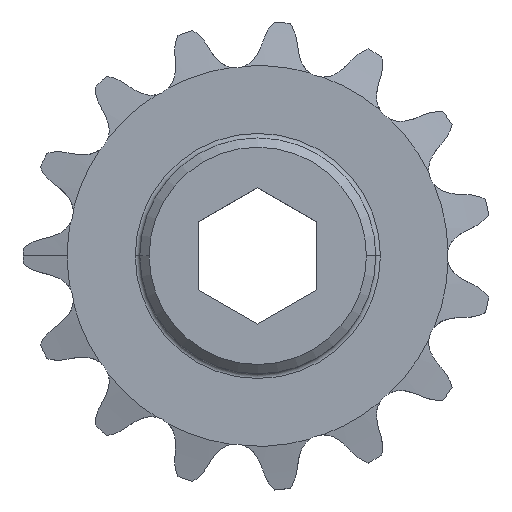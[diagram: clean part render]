
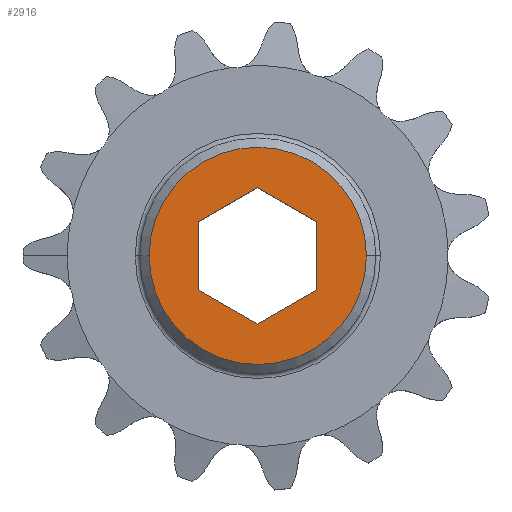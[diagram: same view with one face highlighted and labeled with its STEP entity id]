
A CAD part, top view. The second image highlights one B-rep face of the part: STEP entity #2916.
In plain terms, the highlighted planar face has unit normal (0, 0, 1).
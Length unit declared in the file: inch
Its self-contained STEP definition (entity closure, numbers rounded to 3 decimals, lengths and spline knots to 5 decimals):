
#179 = FACE_BOUND ( 'NONE', #3227, .T. ) ;
#250 = ORIENTED_EDGE ( 'NONE', *, *, #4734, .F. ) ;
#291 = DIRECTION ( 'NONE',  ( 0., -1., 0. ) ) ;
#320 = EDGE_LOOP ( 'NONE', ( #1675, #4643 ) ) ;
#540 = VERTEX_POINT ( 'NONE', #6345 ) ;
#1079 = DIRECTION ( 'NONE',  ( 1., 0., 0. ) ) ;
#1081 = DIRECTION ( 'NONE',  ( 0., 0., 1. ) ) ;
#1085 = CARTESIAN_POINT ( 'NONE',  ( 0., 0., 0.33575 ) ) ;
#1122 = LINE ( 'NONE', #6184, #5270 ) ;
#1345 = VERTEX_POINT ( 'NONE', #6228 ) ;
#1446 = VECTOR ( 'NONE', #1543, 39.37008 ) ;
#1468 = CARTESIAN_POINT ( 'NONE',  ( 0., 0.28925, 0.33575 ) ) ;
#1543 = DIRECTION ( 'NONE',  ( -0.866, 0.5, 0. ) ) ;
#1586 = EDGE_CURVE ( 'NONE', #3972, #1345, #5492, .T. ) ;
#1621 = CARTESIAN_POINT ( 'NONE',  ( 0.46063, 0., 0.33575 ) ) ;
#1626 = ORIENTED_EDGE ( 'NONE', *, *, #4347, .F. ) ;
#1675 = ORIENTED_EDGE ( 'NONE', *, *, #3769, .T. ) ;
#1742 = ORIENTED_EDGE ( 'NONE', *, *, #4363, .F. ) ;
#1896 = VECTOR ( 'NONE', #5938, 39.37008 ) ;
#2082 = AXIS2_PLACEMENT_3D ( 'NONE', #3545, #3490, #3465 ) ;
#2250 = LINE ( 'NONE', #4722, #6144 ) ;
#2273 = AXIS2_PLACEMENT_3D ( 'NONE', #1085, #1081, #1079 ) ;
#2420 = AXIS2_PLACEMENT_3D ( 'NONE', #3118, #3111, #3105 ) ;
#2430 = CIRCLE ( 'NONE', #2082, 0.46063 ) ;
#2583 = CARTESIAN_POINT ( 'NONE',  ( -0.2505, -0.14463, 0.33575 ) ) ;
#2877 = ORIENTED_EDGE ( 'NONE', *, *, #1586, .F. ) ;
#2916 = ADVANCED_FACE ( 'NONE', ( #5277, #179 ), #3205, .T. ) ;
#2919 = CARTESIAN_POINT ( 'NONE',  ( -0.2505, 0.14463, 0.33575 ) ) ;
#3105 = DIRECTION ( 'NONE',  ( 1., 0., 0. ) ) ;
#3111 = DIRECTION ( 'NONE',  ( 0., 0., 1. ) ) ;
#3118 = CARTESIAN_POINT ( 'NONE',  ( 0., 0., 0.33575 ) ) ;
#3165 = VERTEX_POINT ( 'NONE', #2919 ) ;
#3205 = PLANE ( 'NONE',  #2420 ) ;
#3227 = EDGE_LOOP ( 'NONE', ( #1626, #5884, #250, #1742, #5752, #2877 ) ) ;
#3448 = VERTEX_POINT ( 'NONE', #1468 ) ;
#3465 = DIRECTION ( 'NONE',  ( 1., 0., 0. ) ) ;
#3483 = DIRECTION ( 'NONE',  ( 0.866, -0.5, 0. ) ) ;
#3490 = DIRECTION ( 'NONE',  ( 0., 0., 1. ) ) ;
#3503 = EDGE_CURVE ( 'NONE', #5078, #5829, #6093, .T. ) ;
#3506 = CARTESIAN_POINT ( 'NONE',  ( -0.2505, 0.14463, 0.33575 ) ) ;
#3545 = CARTESIAN_POINT ( 'NONE',  ( 0., 0., 0.33575 ) ) ;
#3585 = LINE ( 'NONE', #3506, #6008 ) ;
#3732 = EDGE_CURVE ( 'NONE', #1345, #6390, #1122, .T. ) ;
#3769 = EDGE_CURVE ( 'NONE', #5829, #5078, #2430, .T. ) ;
#3810 = CARTESIAN_POINT ( 'NONE',  ( 0.2505, -0.14463, 0.33575 ) ) ;
#3972 = VERTEX_POINT ( 'NONE', #2583 ) ;
#4046 = CARTESIAN_POINT ( 'NONE',  ( 0.2505, -0.14463, 0.33575 ) ) ;
#4205 = VECTOR ( 'NONE', #3483, 39.37008 ) ;
#4347 = EDGE_CURVE ( 'NONE', #3165, #3972, #3585, .T. ) ;
#4363 = EDGE_CURVE ( 'NONE', #6390, #540, #4856, .T. ) ;
#4590 = LINE ( 'NONE', #4892, #1446 ) ;
#4643 = ORIENTED_EDGE ( 'NONE', *, *, #3503, .T. ) ;
#4722 = CARTESIAN_POINT ( 'NONE',  ( 0., 0.28925, 0.33575 ) ) ;
#4734 = EDGE_CURVE ( 'NONE', #540, #3448, #4590, .T. ) ;
#4856 = LINE ( 'NONE', #4046, #1896 ) ;
#4863 = EDGE_CURVE ( 'NONE', #3448, #3165, #2250, .T. ) ;
#4892 = CARTESIAN_POINT ( 'NONE',  ( 0.2505, 0.14463, 0.33575 ) ) ;
#5078 = VERTEX_POINT ( 'NONE', #1621 ) ;
#5145 = CARTESIAN_POINT ( 'NONE',  ( -0.46063, 0., 0.33575 ) ) ;
#5194 = DIRECTION ( 'NONE',  ( -0.866, -0.5, 0. ) ) ;
#5270 = VECTOR ( 'NONE', #5948, 39.37008 ) ;
#5277 = FACE_OUTER_BOUND ( 'NONE', #320, .T. ) ;
#5492 = LINE ( 'NONE', #6476, #4205 ) ;
#5752 = ORIENTED_EDGE ( 'NONE', *, *, #3732, .F. ) ;
#5829 = VERTEX_POINT ( 'NONE', #5145 ) ;
#5884 = ORIENTED_EDGE ( 'NONE', *, *, #4863, .F. ) ;
#5938 = DIRECTION ( 'NONE',  ( 0., 1., 0. ) ) ;
#5948 = DIRECTION ( 'NONE',  ( 0.866, 0.5, 0. ) ) ;
#6008 = VECTOR ( 'NONE', #291, 39.37008 ) ;
#6093 = CIRCLE ( 'NONE', #2273, 0.46063 ) ;
#6144 = VECTOR ( 'NONE', #5194, 39.37008 ) ;
#6184 = CARTESIAN_POINT ( 'NONE',  ( 0., -0.28925, 0.33575 ) ) ;
#6228 = CARTESIAN_POINT ( 'NONE',  ( 0., -0.28925, 0.33575 ) ) ;
#6345 = CARTESIAN_POINT ( 'NONE',  ( 0.2505, 0.14463, 0.33575 ) ) ;
#6390 = VERTEX_POINT ( 'NONE', #3810 ) ;
#6476 = CARTESIAN_POINT ( 'NONE',  ( -0.2505, -0.14463, 0.33575 ) ) ;
